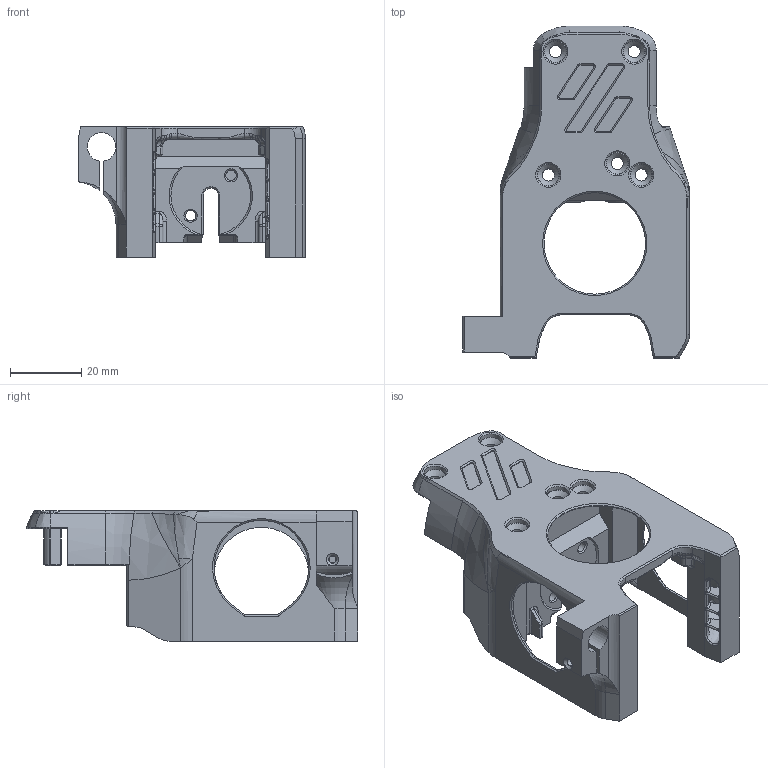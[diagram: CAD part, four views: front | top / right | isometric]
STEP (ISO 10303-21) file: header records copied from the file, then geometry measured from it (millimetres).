
FILE_DESCRIPTION(/* description */ (''),/* implementation_level */ '2;1');
FILE_NAME(/* name */ 'Cowling_Dragon_v3.step',/* time_stamp */ '2021-06-03T22:26:12-06:00',/* author */ (''),/* organization */ (''),/* preprocessor_version */ 'ST-DEVELOPER v18.1',/* originating_system */ 'Autodesk Translation Framework v10.9.0.1377',/* authorisation */ '');
FILE_SCHEMA (('AUTOMOTIVE_DESIGN { 1 0 10303 214 3 1 1 }'));
Products named in the file (1): Cowling_Dragon
Bounding box: 63.5 x 92.83 x 36.49 mm (x, y, z)
Volume: 36990.8 mm3; surface area: 21147.7 mm2
Topology: 1 solids, 1 shells, 780 faces, 2033 edges, 1195 vertices
Faces by surface type: bspline 253, plane 208, cylinder 181, cone 101, torus 31, sphere 6
Full cylindrical faces by diameter (mm): 1.9 x1, 2.1 x1, 2.9 x2, 3.4 x5, 4.8 x2, 6 x1, 6.2 x5, 8.1 x1, 28.4 x1
Entity records: 43822 total; most frequent: CARTESIAN_POINT 26495, ORIENTED_EDGE 3952, DIRECTION 3224, EDGE_CURVE 1976, AXIS2_PLACEMENT_3D 1233, VERTEX_POINT 1195, EDGE_LOOP 815, FACE_OUTER_BOUND 780
